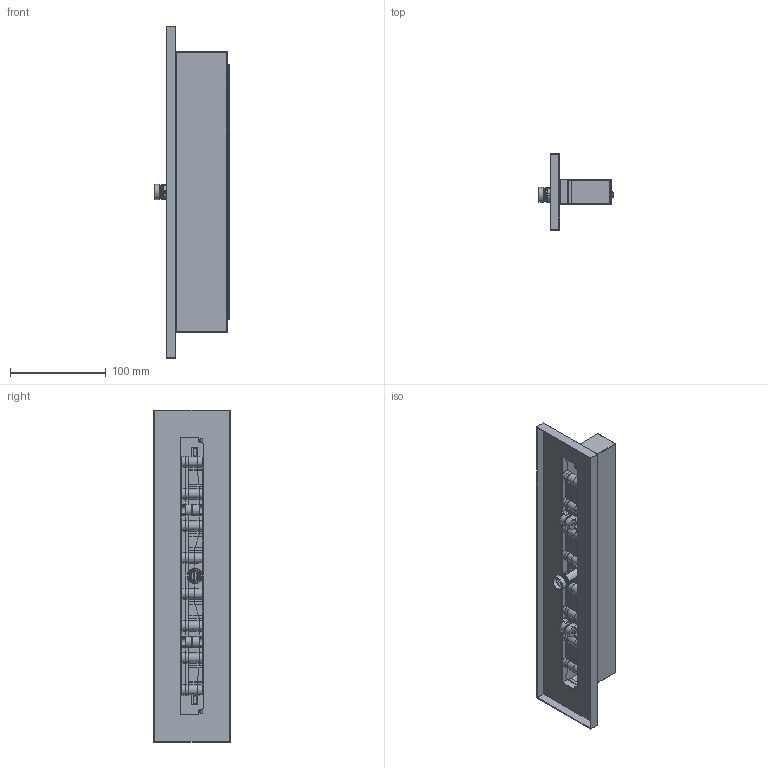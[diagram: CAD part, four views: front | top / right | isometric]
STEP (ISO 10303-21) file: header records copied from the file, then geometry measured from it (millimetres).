
FILE_DESCRIPTION(/* description */ ('Unknown'),/* implementation_level */ '2;1');
FILE_NAME(/* name */ 'M161',/* time_stamp */ '2020-05-11T13:03:24+02:00',/* author */ ('Unknown'),/* organization */ ('Unknown'),/* preprocessor_version */ 'ST-DEVELOPER v16.7',/* originating_system */ 'DEX',/* authorisation */ $);
FILE_SCHEMA (('AUTOMOTIVE_DESIGN {1 0 10303 214 3 1 1}'));
Length unit declared in the file: millimetre
Products named in the file (6): M161; E055096_00000PA_AF0_ASM_oa_0; A067091_51300ZZ_AF0; A067092_51300ZZ_AF0; C073053_03800EP_AF0; C067032_03800EP_AF0
Assembly tree (5 placements, depth 3):
  M161
    E055096_00000PA_AF0_ASM_oa_0
      A067091_51300ZZ_AF0
      A067092_51300ZZ_AF0
    C073053_03800EP_AF0
    C067032_03800EP_AF0
Bounding box: 78.18 x 80 x 346 mm (x, y, z)
Volume: 101389.8 mm3; surface area: 169529.7 mm2
Topology: 6 solids, 6 shells, 1397 faces, 3337 edges, 1937 vertices
Faces by surface type: bspline 390, cylinder 367, plane 310, torus 134, cone 113, sphere 83
Full cylindrical faces by diameter (mm): 3 x2, 12.5 x1, 13.4 x1, 15.8 x1
Entity records: 46034 total; most frequent: CARTESIAN_POINT 16740, ORIENTED_EDGE 6426, DIRECTION 5624, EDGE_CURVE 3213, AXIS2_PLACEMENT_3D 2307, VERTEX_POINT 1894, EDGE_LOOP 1513, FACE_BOUND 1513
